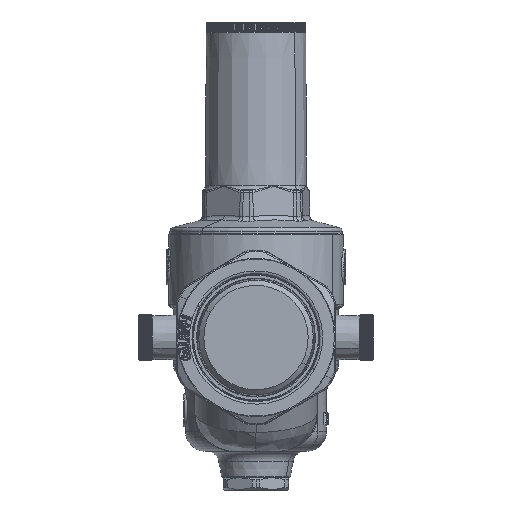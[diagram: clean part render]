
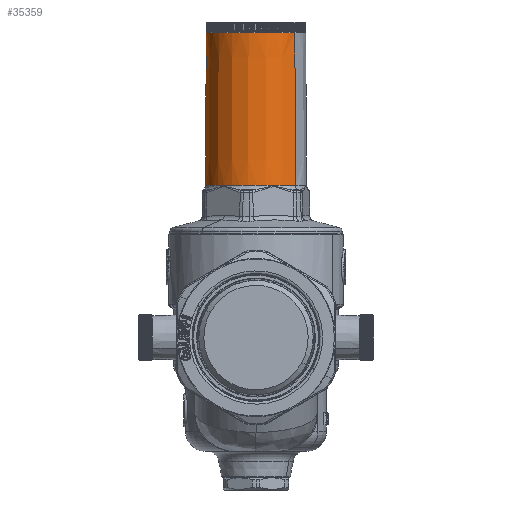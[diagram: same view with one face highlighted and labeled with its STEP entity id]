
A CAD part, left-side view. The second image highlights one B-rep face of the part: STEP entity #35359.
In plain terms, the highlighted conical face has half-angle 0.263 degrees and reference radius 20.5 mm.
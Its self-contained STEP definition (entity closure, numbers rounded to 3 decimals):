
#29341=CARTESIAN_POINT('Vertex',(194.597,-15.23,125.5)) ;
#29343=CARTESIAN_POINT('Vertex',(168.984,-47.261,125.5)) ;
#29346=CARTESIAN_POINT('Axis2P3D Location',(181.79,-31.245,125.5)) ;
#35317=CARTESIAN_POINT('Axis2P3D Location',(181.79,-31.245,126.8)) ;
#35322=CARTESIAN_POINT('Line Origine',(168.894,-47.373,94.15)) ;
#35326=CARTESIAN_POINT('Vertex',(168.803,-47.486,62.649)) ;
#35333=CARTESIAN_POINT('Vertex',(194.777,-15.005,62.649)) ;
#35336=CARTESIAN_POINT('Line Origine',(194.687,-15.118,94.15)) ;
#35348=CARTESIAN_POINT('Axis2P3D Location',(181.79,-31.245,62.649)) ;
#29347=DIRECTION('Axis2P3D Direction',(0.,-0.,-1.)) ;
#35318=DIRECTION('Axis2P3D Direction',(0.,0.,-1.)) ;
#35319=DIRECTION('Axis2P3D XDirection',(0.625,0.781,0.)) ;
#35323=DIRECTION('Vector Direction',(-0.003,-0.004,-1.)) ;
#35337=DIRECTION('Vector Direction',(0.003,0.004,-1.)) ;
#35349=DIRECTION('Axis2P3D Direction',(0.,-0.,-1.)) ;
#29348=AXIS2_PLACEMENT_3D('Circle Axis2P3D',#29346,#29347,$) ;
#35320=AXIS2_PLACEMENT_3D('Cone Axis2P3D',#35317,#35318,#35319) ;
#35350=AXIS2_PLACEMENT_3D('Circle Axis2P3D',#35348,#35349,$) ;
#35354=ORIENTED_EDGE('',*,*,#35340,.F.) ;
#35355=ORIENTED_EDGE('',*,*,#35352,.T.) ;
#35356=ORIENTED_EDGE('',*,*,#35328,.T.) ;
#35357=ORIENTED_EDGE('',*,*,#29350,.T.) ;
#35324=VECTOR('Line Direction',#35323,1.) ;
#35338=VECTOR('Line Direction',#35337,1.) ;
#35359=ADVANCED_FACE('PartBody',(#35358),#35321,.T.) ;
#29349=CIRCLE('generated circle',#29348,20.506) ;
#35351=CIRCLE('generated circle',#35350,20.795) ;
#35321=CONICAL_SURFACE('Cone',#35320,20.5,0.005) ;
#29350=EDGE_CURVE('',#29344,#29342,#29349,.T.) ;
#35328=EDGE_CURVE('',#35327,#29344,#35325,.F.) ;
#35340=EDGE_CURVE('',#35334,#29342,#35339,.F.) ;
#35352=EDGE_CURVE('',#35334,#35327,#35351,.F.) ;
#35353=EDGE_LOOP('',(#35354,#35355,#35356,#35357)) ;
#35358=FACE_OUTER_BOUND('',#35353,.T.) ;
#35325=LINE('Line',#35322,#35324) ;
#35339=LINE('Line',#35336,#35338) ;
#29342=VERTEX_POINT('',#29341) ;
#29344=VERTEX_POINT('',#29343) ;
#35327=VERTEX_POINT('',#35326) ;
#35334=VERTEX_POINT('',#35333) ;
